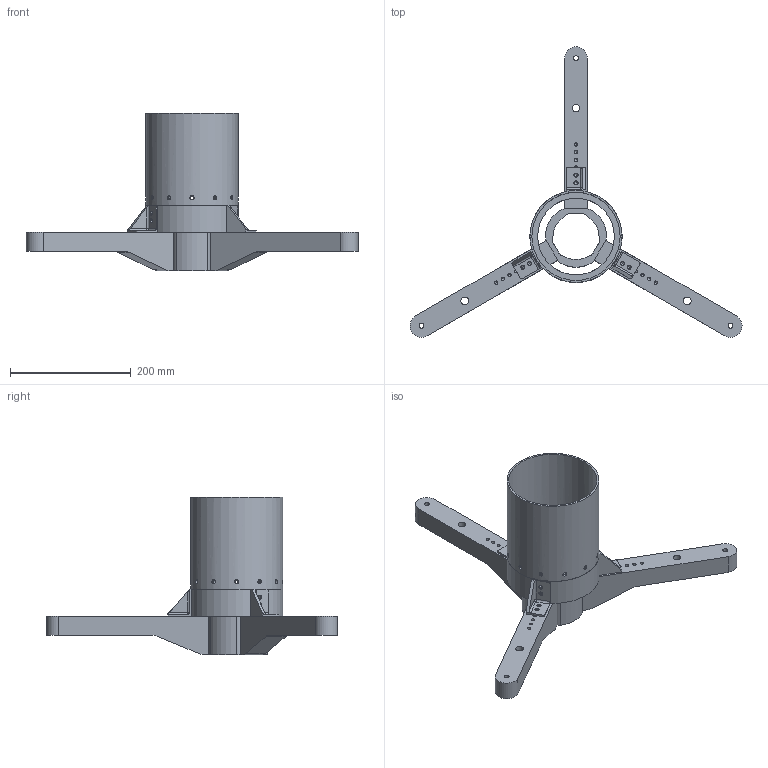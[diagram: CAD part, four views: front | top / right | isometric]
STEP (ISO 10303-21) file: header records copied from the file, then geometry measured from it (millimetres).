
FILE_DESCRIPTION(/* description */ (''),/* implementation_level */ '2;1');
FILE_NAME(/* name */ 'R101 BOT STR FEA EXPORT.stp',/* time_stamp */ '2025-09-29T14:09:55-04:00',/* author */ (''),/* organization */ (''),/* preprocessor_version */ 'ST-DEVELOPER v19.4',/* originating_system */ 'SIEMENS PLM Software NX2306.8900',/* authorisation */ '');
FILE_SCHEMA (('AUTOMOTIVE_DESIGN { 1 0 10303 214 3 1 1 1 }'));
Length unit declared in the file: inch
Products named in the file (1): R101 BOT STR FEA EXPORT_objects
Bounding box: 549.53 x 481.01 x 260.35 mm (x, y, z)
Volume: 1883589.1 mm3; surface area: 431883.5 mm2
Topology: 9 solids, 9 shells, 245 faces, 729 edges, 493 vertices
Faces by surface type: cylinder 133, plane 82, cone 27, sphere 3
Full cylindrical faces by diameter (mm): 5.105 x12, 5.41 x27, 6.746 x24, 7.938 x3, 11.509 x6, 12.7 x3, 13.492 x6, 127 x1, 146.05 x2, 152.4 x1
Entity records: 10301 total; most frequent: CARTESIAN_POINT 4417, DIRECTION 1159, ORIENTED_EDGE 1000, EDGE_CURVE 500, EDGE_LOOP 478, AXIS2_PLACEMENT_3D 467, VERTEX_POINT 410, FACE_BOUND 409
